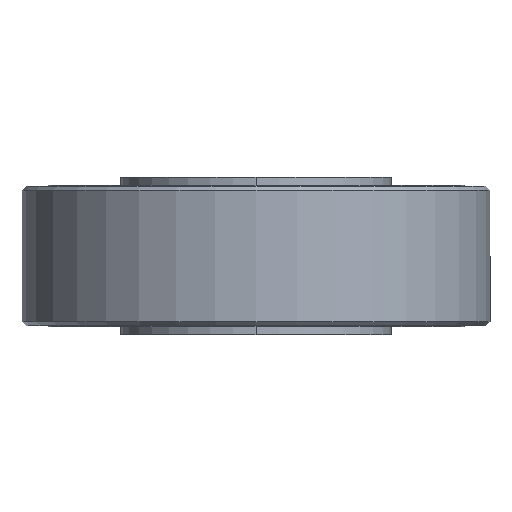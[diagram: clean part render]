
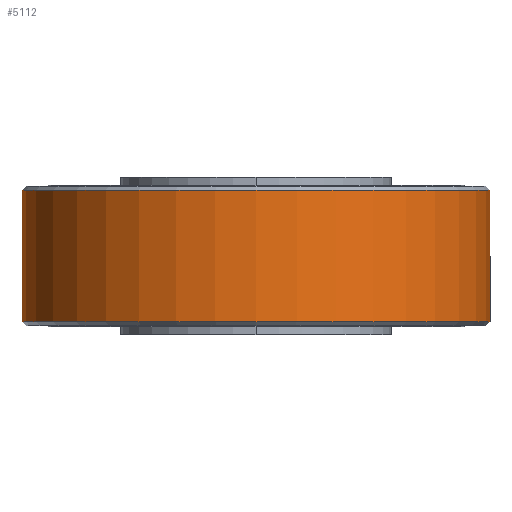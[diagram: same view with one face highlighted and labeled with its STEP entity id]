
A CAD part, left-side view. The second image highlights one B-rep face of the part: STEP entity #5112.
In plain terms, the highlighted cylindrical face has radius 112.5 mm (diameter 225 mm), a partial arc.
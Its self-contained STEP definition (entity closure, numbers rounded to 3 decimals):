
#3788=CARTESIAN_POINT('',(31.5,112.5,0.0));
#3789=VERTEX_POINT('',#3788);
#3805=CARTESIAN_POINT('',(31.5,-112.5,0.));
#3806=VERTEX_POINT('',#3805);
#3828=CARTESIAN_POINT('',(-31.5,112.5,0.0));
#3829=VERTEX_POINT('',#3828);
#3830=CARTESIAN_POINT('',(31.5,112.5,0.0));
#3831=DIRECTION('',(-1.0,0.0,0.0));
#3832=VECTOR('',#3831,63.);
#3833=LINE('',#3830,#3832);
#3834=EDGE_CURVE('',#3789,#3829,#3833,.T.);
#3837=CARTESIAN_POINT('',(-31.5,-112.5,0.));
#3838=VERTEX_POINT('',#3837);
#3839=CARTESIAN_POINT('',(31.5,-112.5,0.));
#3840=DIRECTION('',(-1.0,0.0,0.0));
#3841=VECTOR('',#3840,63.);
#3842=LINE('',#3839,#3841);
#3843=EDGE_CURVE('',#3806,#3838,#3842,.T.);
#5085=CARTESIAN_POINT('',(-31.5,0.0,0.0));
#5086=DIRECTION('',(1.0,0.0,0.0));
#5087=DIRECTION('',(0.0,1.0,0.0));
#5088=AXIS2_PLACEMENT_3D('',#5085,#5086,#5087);
#5089=CIRCLE('',#5088,112.5);
#5090=EDGE_CURVE('',#3829,#3838,#5089,.T.);
#5095=CARTESIAN_POINT('',(0.,0.0,0.0));
#5096=DIRECTION('',(1.0,0.0,0.0));
#5097=DIRECTION('',(0.0,1.0,0.0));
#5098=AXIS2_PLACEMENT_3D('',#5095,#5096,#5097);
#5099=CYLINDRICAL_SURFACE('',#5098,112.5);
#5100=ORIENTED_EDGE('',*,*,#3834,.T.);
#5101=ORIENTED_EDGE('',*,*,#5090,.T.);
#5102=ORIENTED_EDGE('',*,*,#3843,.F.);
#5103=CARTESIAN_POINT('',(31.5,0.0,0.0));
#5104=DIRECTION('',(1.0,0.0,0.0));
#5105=DIRECTION('',(0.0,1.0,0.0));
#5106=AXIS2_PLACEMENT_3D('',#5103,#5104,#5105);
#5107=CIRCLE('',#5106,112.5);
#5108=EDGE_CURVE('',#3789,#3806,#5107,.T.);
#5109=ORIENTED_EDGE('',*,*,#5108,.F.);
#5110=EDGE_LOOP('',(#5100,#5101,#5102,#5109));
#5111=FACE_OUTER_BOUND('',#5110,.T.);
#5112=ADVANCED_FACE('',(#5111),#5099,.T.);
